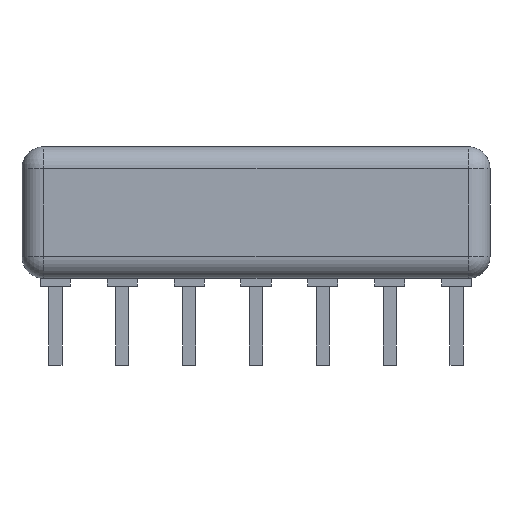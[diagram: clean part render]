
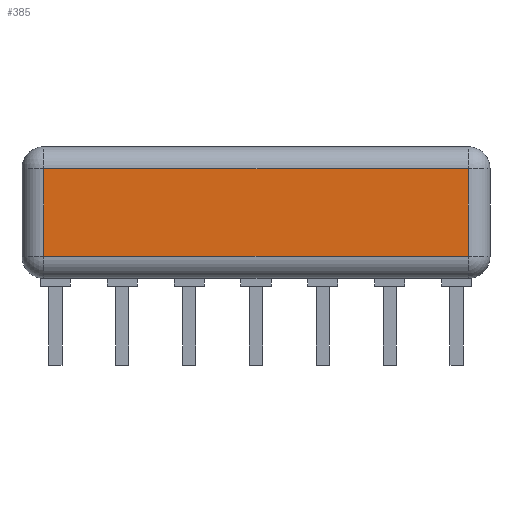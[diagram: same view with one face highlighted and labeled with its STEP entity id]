
A CAD part, front view. The second image highlights one B-rep face of the part: STEP entity #385.
In plain terms, the highlighted planar face has unit normal (0, -1, 0).
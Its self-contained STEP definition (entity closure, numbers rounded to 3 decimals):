
#43 = VERTEX_POINT('',#44);
#44 = CARTESIAN_POINT('',(-0.437,-1.25,1.133));
#51 = EDGE_CURVE('',#43,#52,#54,.T.);
#52 = VERTEX_POINT('',#53);
#53 = CARTESIAN_POINT('',(15.677,-1.25,1.133));
#54 = LINE('',#55,#56);
#55 = CARTESIAN_POINT('',(-1.27,-1.25,1.133));
#56 = VECTOR('',#57,1.);
#57 = DIRECTION('',(1.,0.,0.));
#385 = ADVANCED_FACE('',(#386),#411,.F.);
#386 = FACE_BOUND('',#387,.F.);
#387 = EDGE_LOOP('',(#388,#389,#397,#405));
#388 = ORIENTED_EDGE('',*,*,#51,.F.);
#389 = ORIENTED_EDGE('',*,*,#390,.F.);
#390 = EDGE_CURVE('',#391,#43,#393,.T.);
#391 = VERTEX_POINT('',#392);
#392 = CARTESIAN_POINT('',(-0.437,-1.25,4.467));
#393 = LINE('',#394,#395);
#394 = CARTESIAN_POINT('',(-0.437,-1.25,5.3));
#395 = VECTOR('',#396,1.);
#396 = DIRECTION('',(0.,0.,-1.));
#397 = ORIENTED_EDGE('',*,*,#398,.T.);
#398 = EDGE_CURVE('',#391,#399,#401,.T.);
#399 = VERTEX_POINT('',#400);
#400 = CARTESIAN_POINT('',(15.677,-1.25,4.467));
#401 = LINE('',#402,#403);
#402 = CARTESIAN_POINT('',(-1.27,-1.25,4.467));
#403 = VECTOR('',#404,1.);
#404 = DIRECTION('',(1.,0.,0.));
#405 = ORIENTED_EDGE('',*,*,#406,.T.);
#406 = EDGE_CURVE('',#399,#52,#407,.T.);
#407 = LINE('',#408,#409);
#408 = CARTESIAN_POINT('',(15.677,-1.25,5.3));
#409 = VECTOR('',#410,1.);
#410 = DIRECTION('',(0.,0.,-1.));
#411 = PLANE('',#412);
#412 = AXIS2_PLACEMENT_3D('',#413,#414,#415);
#413 = CARTESIAN_POINT('',(-1.27,-1.25,5.3));
#414 = DIRECTION('',(0.,1.,0.));
#415 = DIRECTION('',(0.,0.,-1.));
